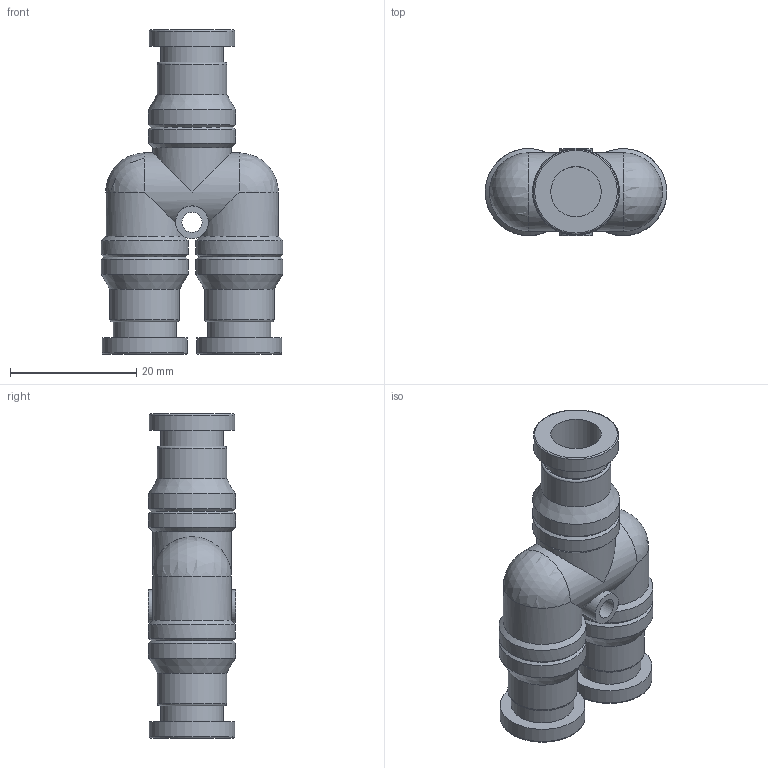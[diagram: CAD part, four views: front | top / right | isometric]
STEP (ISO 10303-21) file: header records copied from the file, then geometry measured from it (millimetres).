
FILE_DESCRIPTION(/* description */ ('STEP AP214'),/* implementation_level */ '2;1');
FILE_NAME(/* name */ '130658_CRQSY-8',/* time_stamp */ '2024-08-09T14:29:47+02:00',/* author */ ('License CC BY-ND 4.0'),/* organization */ ('CADENAS'),/* preprocessor_version */ 'ST-DEVELOPER v19.3',/* originating_system */ 'PARTsolutions',/* authorisation */ ' ');
FILE_SCHEMA (('AUTOMOTIVE_DESIGN {1 0 10303 214 3 1 1}'));
Length unit declared in the file: millimetre
Products named in the file (1): 130658 CRQSY-8
Bounding box: 28.8 x 13.8 x 51.4 mm (x, y, z)
Volume: 7017.3 mm3; surface area: 5814 mm2
Topology: 1 solids, 1 shells, 58 faces, 119 edges, 69 vertices
Faces by surface type: cylinder 24, plane 14, cone 12, torus 6, sphere 2
Full cylindrical faces by diameter (mm): 3.2 x1, 5.2 x1, 8 x3, 9.936 x3, 11.04 x3, 12.42 x1, 13.5 x3, 13.8 x6
Entity records: 1322 total; most frequent: CARTESIAN_POINT 245, DIRECTION 242, ORIENTED_EDGE 140, AXIS2_PLACEMENT_3D 121, EDGE_LOOP 110, FACE_BOUND 110, EDGE_CURVE 70, VERTEX_POINT 64
